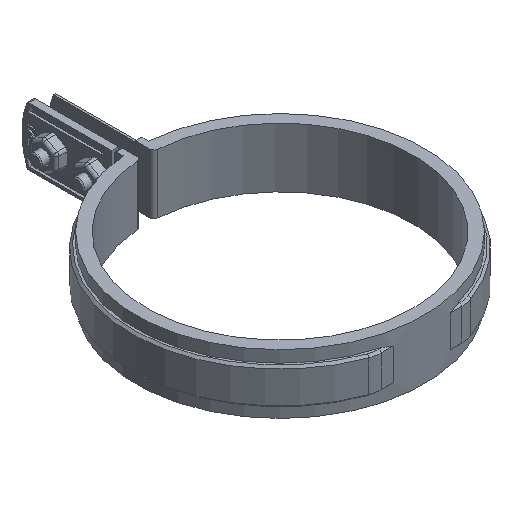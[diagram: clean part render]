
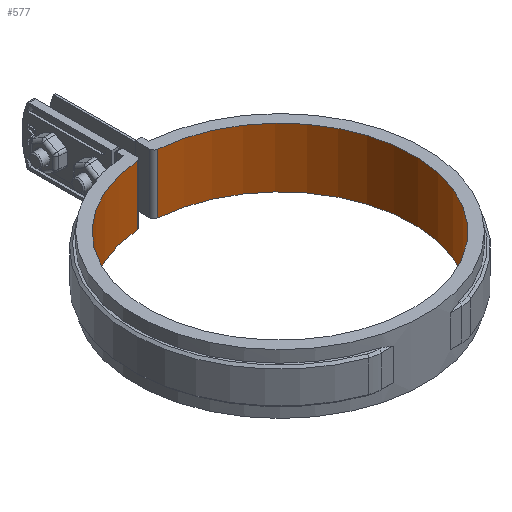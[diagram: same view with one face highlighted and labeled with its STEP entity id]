
A CAD part, isometric view. The second image highlights one B-rep face of the part: STEP entity #577.
In plain terms, the highlighted cylindrical face has radius 62.5 mm (diameter 125 mm), a partial arc.
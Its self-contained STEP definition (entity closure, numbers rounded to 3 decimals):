
#577 = ADVANCED_FACE( '', ( #1055 ), #1056, .F. );
#1055 = FACE_OUTER_BOUND( '', #2354, .T. );
#1056 = CYLINDRICAL_SURFACE( '', #2355, 62.5 );
#2354 = EDGE_LOOP( '', ( #5069, #5070, #5071, #5072 ) );
#2355 = AXIS2_PLACEMENT_3D( '', #5073, #5074, #5075 );
#5069 = ORIENTED_EDGE( '', *, *, #7183, .F. );
#5070 = ORIENTED_EDGE( '', *, *, #7204, .F. );
#5071 = ORIENTED_EDGE( '', *, *, #7179, .T. );
#5072 = ORIENTED_EDGE( '', *, *, #7205, .T. );
#5073 = CARTESIAN_POINT( '', ( 0., 0., -111.087 ) );
#5074 = DIRECTION( '', ( 0., 0., -1. ) );
#5075 = DIRECTION( '', ( -1., 0., 0. ) );
#7179 = EDGE_CURVE( '', #8314, #8312, #8315, .T. );
#7183 = EDGE_CURVE( '', #8319, #8321, #8322, .T. );
#7204 = EDGE_CURVE( '', #8314, #8319, #8349, .T. );
#7205 = EDGE_CURVE( '', #8312, #8321, #8350, .T. );
#8312 = VERTEX_POINT( '', #11952 );
#8314 = VERTEX_POINT( '', #11954 );
#8315 = CIRCLE( '', #11955, 62.5 );
#8319 = VERTEX_POINT( '', #11960 );
#8321 = VERTEX_POINT( '', #11962 );
#8322 = CIRCLE( '', #11963, 62.5 );
#8349 = LINE( '', #12003, #12004 );
#8350 = LINE( '', #12005, #12006 );
#11952 = CARTESIAN_POINT( '', ( -4.845, 62.312, -14. ) );
#11954 = CARTESIAN_POINT( '', ( 4.845, 62.312, -14. ) );
#11955 = AXIS2_PLACEMENT_3D( '', #13812, #13813, #13814 );
#11960 = CARTESIAN_POINT( '', ( 4.845, 62.312, 14. ) );
#11962 = CARTESIAN_POINT( '', ( -4.845, 62.312, 14. ) );
#11963 = AXIS2_PLACEMENT_3D( '', #13822, #13823, #13824 );
#12003 = CARTESIAN_POINT( '', ( 4.845, 62.312, -14. ) );
#12004 = VECTOR( '', #13859, 1000. );
#12005 = CARTESIAN_POINT( '', ( -4.845, 62.312, -14. ) );
#12006 = VECTOR( '', #13860, 1000. );
#13812 = CARTESIAN_POINT( '', ( 0., 0., -14. ) );
#13813 = DIRECTION( '', ( 0., 0., -1. ) );
#13814 = DIRECTION( '', ( 1., 0., 0. ) );
#13822 = CARTESIAN_POINT( '', ( 0., 0., 14. ) );
#13823 = DIRECTION( '', ( 0., 0., -1. ) );
#13824 = DIRECTION( '', ( 1., 0., 0. ) );
#13859 = DIRECTION( '', ( 0., 0., 1. ) );
#13860 = DIRECTION( '', ( 0., 0., 1. ) );
